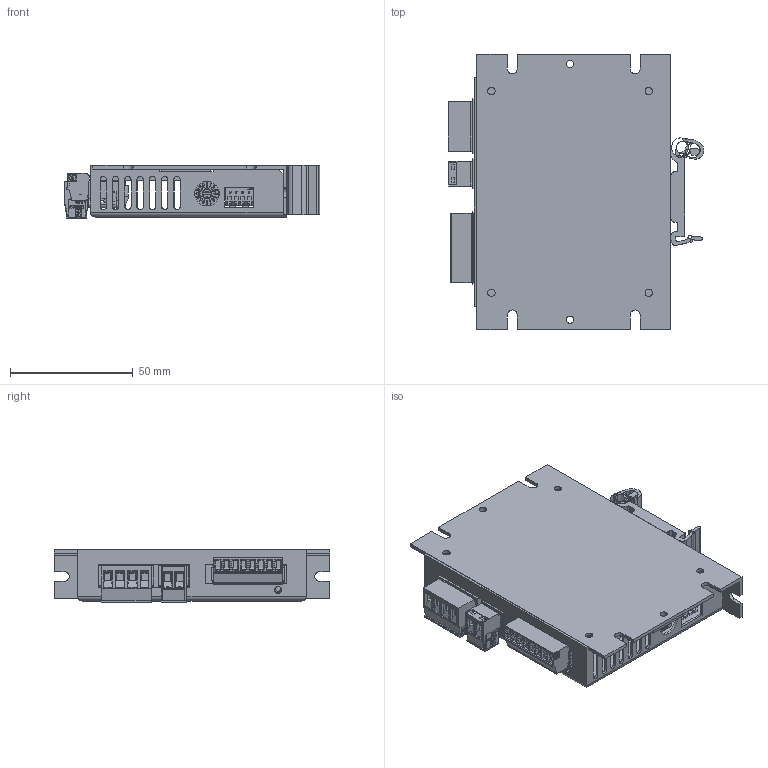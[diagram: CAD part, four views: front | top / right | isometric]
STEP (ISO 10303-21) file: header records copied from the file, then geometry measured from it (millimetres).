
FILE_DESCRIPTION(('FreeCAD Model'),'2;1');
FILE_NAME('Open CASCADE Shape Model','2021-09-02T15:21:22',('Author'),( ''),'Open CASCADE STEP processor 7.5','FreeCAD','Unknown');
FILE_SCHEMA(('AUTOMOTIVE_DESIGN { 1 0 10303 214 1 1 1 1 }'));
Products named in the file (1): ECMD288_001
Bounding box: 104.01 x 112 x 21.64 mm (x, y, z)
Volume: 53806.1 mm3; surface area: 75374.7 mm2
Topology: 2 solids, 30 shells, 4039 faces, 11077 edges, 7165 vertices
Faces by surface type: plane 2846, cylinder 948, torus 82, cone 72, bspline 65, sphere 26
Entity records: 296379 total; most frequent: CARTESIAN_POINT 77408, DIRECTION 40617, LINE 27422, VECTOR 27422, ORIENTED_EDGE 22010, PCURVE 22010, DEFINITIONAL_REPRESENTATION 22010, EDGE_CURVE 11005
